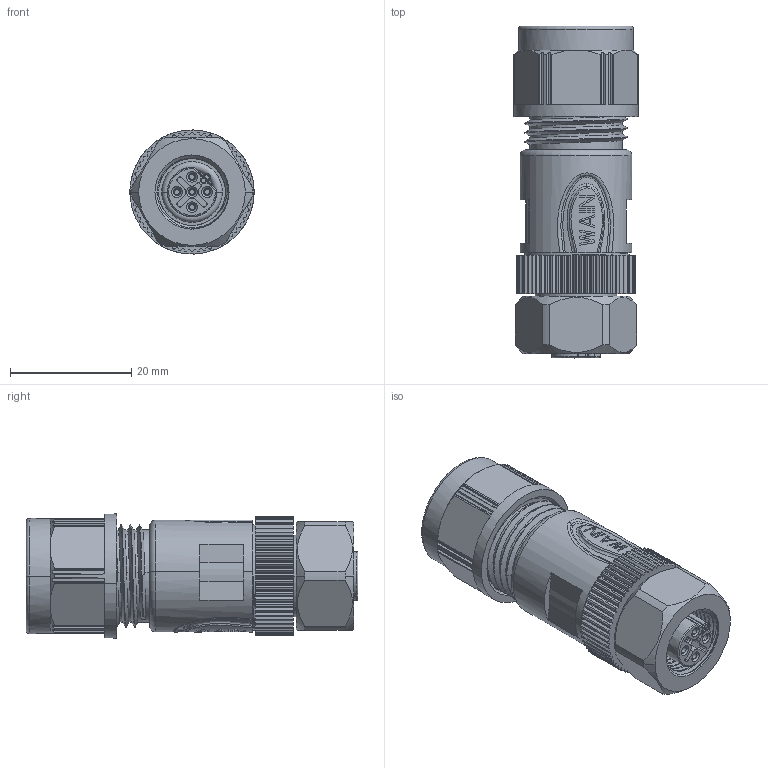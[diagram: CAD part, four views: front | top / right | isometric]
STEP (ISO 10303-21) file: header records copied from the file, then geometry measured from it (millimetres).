
FILE_DESCRIPTION((''),'2;1');
FILE_NAME('PRT0011','2021-01-05T',('zh.su'),(''),'PRO/ENGINEER BY PARAMETRIC TECHNOLOGY CORPORATION, 2012480','PRO/ENGINEER BY PARAMETRIC TECHNOLOGY CORPORATION, 2012480','');
FILE_SCHEMA(('CONFIG_CONTROL_DESIGN'));
Length unit declared in the file: millimetre
Products named in the file (1): PRT0011
Bounding box: 20.5 x 54.8 x 20.49 mm (x, y, z)
Volume: 13575.9 mm3; surface area: 6209.5 mm2
Topology: 1 solids, 1 shells, 744 faces, 2135 edges, 1426 vertices
Faces by surface type: plane 323, cylinder 222, cone 94, bspline 47, extrusion 33, torus 23, sphere 2
Entity records: 32627 total; most frequent: CARTESIAN_POINT 13546, ORIENTED_EDGE 4266, DIRECTION 3677, EDGE_CURVE 2133, VERTEX_POINT 1426, AXIS2_PLACEMENT_3D 1346, VECTOR 985, LINE 952
